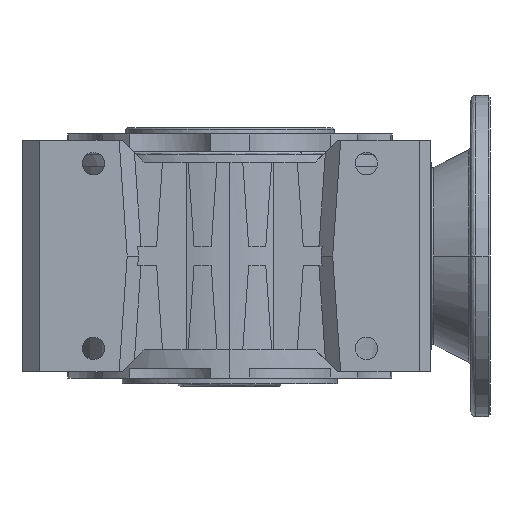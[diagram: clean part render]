
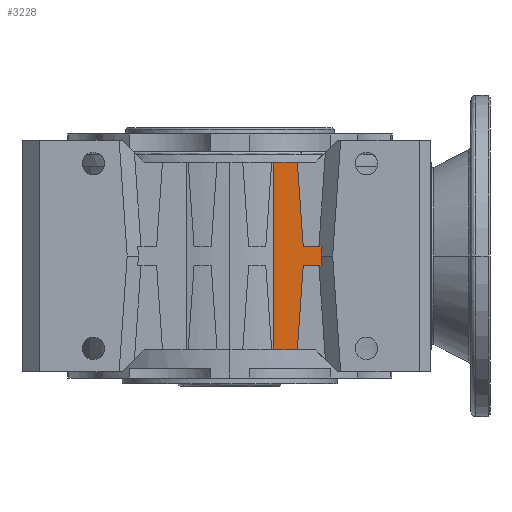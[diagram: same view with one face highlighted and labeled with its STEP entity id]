
A CAD part, front view. The second image highlights one B-rep face of the part: STEP entity #3228.
In plain terms, the highlighted free-form (B-spline) face has degree [1, 1] with [2, 2] control points.
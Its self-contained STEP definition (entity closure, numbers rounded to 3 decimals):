
#3228=ADVANCED_FACE('',(#6672),#6673,.T.);
#6672=FACE_OUTER_BOUND('',#13150,.T.);
#6673=B_SPLINE_SURFACE_WITH_KNOTS('',1,1,((#13151,#13152),(#13153,#13154)),.UNSPECIFIED.,.F.,.F.,.F.,(2,2),(2,2),(0.,1.),(0.,1.),.UNSPECIFIED.);
#13150=EDGE_LOOP('',(#32552,#32553,#32554,#32555,#32556,#32557,#32558,#32559,#32560));
#13151=CARTESIAN_POINT('',(27.276,-122.5,-58.5));
#13152=CARTESIAN_POINT('',(27.276,-122.5,58.5));
#13153=CARTESIAN_POINT('',(57.417,-122.5,-58.5));
#13154=CARTESIAN_POINT('',(57.417,-122.5,58.5));
#32552=ORIENTED_EDGE('',*,*,#43406,.T.);
#32553=ORIENTED_EDGE('',*,*,#45114,.T.);
#32554=ORIENTED_EDGE('',*,*,#39483,.F.);
#32555=ORIENTED_EDGE('',*,*,#47693,.T.);
#32556=ORIENTED_EDGE('',*,*,#45891,.T.);
#32557=ORIENTED_EDGE('',*,*,#38242,.T.);
#32558=ORIENTED_EDGE('',*,*,#47620,.T.);
#32559=ORIENTED_EDGE('',*,*,#47694,.T.);
#32560=ORIENTED_EDGE('',*,*,#47548,.T.);
#38242=EDGE_CURVE('',#49845,#49843,#49846,.T.);
#39483=EDGE_CURVE('',#52217,#52219,#52220,.T.);
#43406=EDGE_CURVE('',#59468,#59466,#59469,.T.);
#45114=EDGE_CURVE('',#59466,#52219,#62568,.T.);
#45891=EDGE_CURVE('',#63872,#49845,#63873,.T.);
#47548=EDGE_CURVE('',#66631,#59468,#66632,.T.);
#47620=EDGE_CURVE('',#49843,#66738,#66739,.T.);
#47693=EDGE_CURVE('',#52217,#63872,#66854,.T.);
#47694=EDGE_CURVE('',#66738,#66631,#66855,.T.);
#49843=VERTEX_POINT('',#74389);
#49845=VERTEX_POINT('',#74392);
#49846=LINE('',#74393,#74394);
#52217=VERTEX_POINT('',#86220);
#52219=VERTEX_POINT('',#86223);
#52220=LINE('',#86224,#86225);
#59466=VERTEX_POINT('',#121400);
#59468=VERTEX_POINT('',#121403);
#59469=LINE('',#121404,#121405);
#62568=LINE('',#137305,#137306);
#63872=VERTEX_POINT('',#143856);
#63873=LINE('',#143857,#143858);
#66631=VERTEX_POINT('',#158519);
#66632=LINE('',#158520,#158521);
#66738=VERTEX_POINT('',#158973);
#66739=LINE('',#158974,#158975);
#66854=LINE('',#159521,#159522);
#66855=LINE('',#159523,#159524);
#74389=CARTESIAN_POINT('',(42.,-122.5,-58.5));
#74392=CARTESIAN_POINT('',(27.276,-122.5,-58.5));
#74393=CARTESIAN_POINT('',(27.276,-122.5,-58.5));
#74394=VECTOR('',#164552,1.);
#86220=CARTESIAN_POINT('',(42.,-122.5,58.5));
#86223=CARTESIAN_POINT('',(45.671,-122.5,6.));
#86224=CARTESIAN_POINT('',(42.,-122.5,58.5));
#86225=VECTOR('',#164953,1.);
#121400=CARTESIAN_POINT('',(57.417,-122.5,6.));
#121403=CARTESIAN_POINT('',(57.,-122.5,0.));
#121404=CARTESIAN_POINT('',(57.,-122.5,0.));
#121405=VECTOR('',#166223,1.);
#137305=CARTESIAN_POINT('',(57.417,-122.5,6.));
#137306=VECTOR('',#166652,1.);
#143856=CARTESIAN_POINT('',(27.276,-122.5,58.5));
#143857=CARTESIAN_POINT('',(27.276,-122.5,58.5));
#143858=VECTOR('',#166938,1.);
#158519=CARTESIAN_POINT('',(57.417,-122.5,-6.));
#158520=CARTESIAN_POINT('',(57.417,-122.5,-6.));
#158521=VECTOR('',#167354,1.);
#158973=CARTESIAN_POINT('',(45.671,-122.5,-6.));
#158974=CARTESIAN_POINT('',(42.,-122.5,-58.5));
#158975=VECTOR('',#167380,1.);
#159521=CARTESIAN_POINT('',(42.,-122.5,58.5));
#159522=VECTOR('',#167404,1.);
#159523=CARTESIAN_POINT('',(45.671,-122.5,-6.));
#159524=VECTOR('',#167405,1.);
#164552=DIRECTION('',(1.,0.,0.));
#164953=DIRECTION('',(0.07,0.,-0.998));
#166223=DIRECTION('',(0.069,0.,0.998));
#166652=DIRECTION('',(-1.,0.,0.));
#166938=DIRECTION('',(0.,0.,-1.));
#167354=DIRECTION('',(-0.069,0.,0.998));
#167380=DIRECTION('',(0.07,0.,0.998));
#167404=DIRECTION('',(-1.,0.,0.));
#167405=DIRECTION('',(1.,0.,0.));
